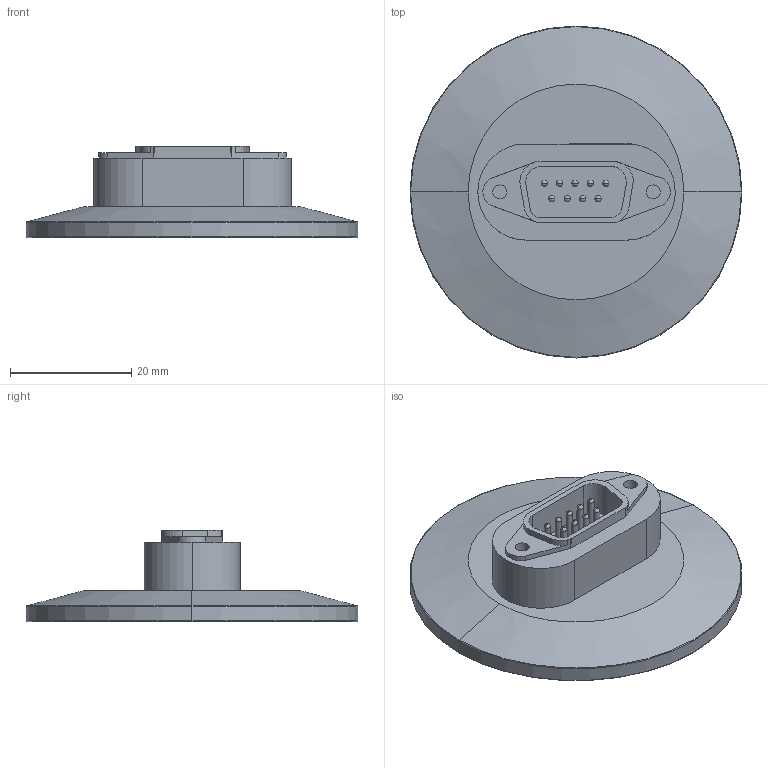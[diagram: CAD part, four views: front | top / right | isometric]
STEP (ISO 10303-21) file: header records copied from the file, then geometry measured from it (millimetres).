
FILE_DESCRIPTION (( 'STEP AP203' ), '1' );
FILE_NAME ('A1529-1-QF.STEP', '2013-04-12T12:20:46', ( '' ), ( '' ), 'SwSTEP 2.0', 'SolidWorks 2012', '' );
FILE_SCHEMA (( 'CONFIG_CONTROL_DESIGN' ));
Length unit declared in the file: inch
Products named in the file (1): A1529-1-QF
Bounding box: 54.69 x 54.69 x 15.01 mm (x, y, z)
Volume: 10526.2 mm3; surface area: 7941.1 mm2
Topology: 1 solids, 1 shells, 186 faces, 466 edges, 296 vertices
Faces by surface type: cylinder 81, plane 63, torus 40, cone 2
Entity records: 5762 total; most frequent: DIRECTION 1113, CARTESIAN_POINT 949, ORIENTED_EDGE 932, EDGE_CURVE 466, AXIS2_PLACEMENT_3D 460, VERTEX_POINT 296, CIRCLE 273, EDGE_LOOP 216
